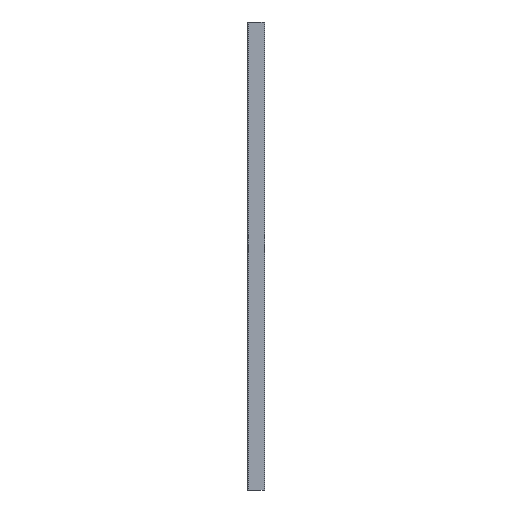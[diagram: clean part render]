
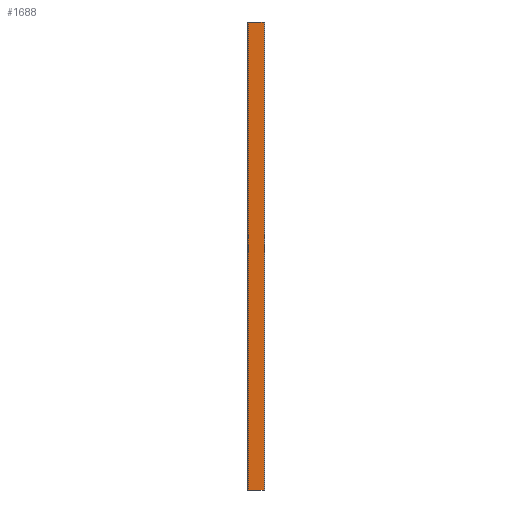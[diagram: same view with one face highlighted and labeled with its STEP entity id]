
A CAD part, left-side view. The second image highlights one B-rep face of the part: STEP entity #1688.
In plain terms, the highlighted planar face has unit normal (-1, 0, 0).
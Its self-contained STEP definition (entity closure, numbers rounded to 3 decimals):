
#66 = CARTESIAN_POINT ( 'NONE',  ( -27., 102., 0. ) ) ;
#71 = VERTEX_POINT ( 'NONE', #1437 ) ;
#84 = CARTESIAN_POINT ( 'NONE',  ( -27., 1., 0. ) ) ;
#117 = ORIENTED_EDGE ( 'NONE', *, *, #1357, .T. ) ;
#143 = LINE ( 'NONE', #558, #175 ) ;
#160 = EDGE_CURVE ( 'NONE', #71, #538, #1037, .T. ) ;
#175 = VECTOR ( 'NONE', #551, 1000. ) ;
#261 = CARTESIAN_POINT ( 'NONE',  ( -27., 0., 0. ) ) ;
#300 = ORIENTED_EDGE ( 'NONE', *, *, #1531, .T. ) ;
#311 = DIRECTION ( 'NONE',  ( 0., 1., 0. ) ) ;
#531 = VERTEX_POINT ( 'NONE', #66 ) ;
#538 = VERTEX_POINT ( 'NONE', #84 ) ;
#551 = DIRECTION ( 'NONE',  ( 0., 0., -1. ) ) ;
#558 = CARTESIAN_POINT ( 'NONE',  ( -27., 102., 3000. ) ) ;
#595 = VECTOR ( 'NONE', #887, 1000. ) ;
#742 = LINE ( 'NONE', #1078, #1418 ) ;
#744 = CARTESIAN_POINT ( 'NONE',  ( -27., 0., 3000. ) ) ;
#804 = LINE ( 'NONE', #261, #595 ) ;
#845 = AXIS2_PLACEMENT_3D ( 'NONE', #744, #1470, #1569 ) ;
#887 = DIRECTION ( 'NONE',  ( 0., 1., 0. ) ) ;
#906 = CARTESIAN_POINT ( 'NONE',  ( -27., 102., 3000. ) ) ;
#926 = EDGE_CURVE ( 'NONE', #538, #531, #804, .T. ) ;
#983 = EDGE_LOOP ( 'NONE', ( #1700, #1702, #117, #300 ) ) ;
#1037 = LINE ( 'NONE', #1412, #1642 ) ;
#1078 = CARTESIAN_POINT ( 'NONE',  ( -27., 0., 3000. ) ) ;
#1179 = FACE_OUTER_BOUND ( 'NONE', #983, .T. ) ;
#1318 = DIRECTION ( 'NONE',  ( 0., 0., -1. ) ) ;
#1357 = EDGE_CURVE ( 'NONE', #71, #1661, #742, .T. ) ;
#1412 = CARTESIAN_POINT ( 'NONE',  ( -27., 1., 3000. ) ) ;
#1418 = VECTOR ( 'NONE', #311, 1000. ) ;
#1437 = CARTESIAN_POINT ( 'NONE',  ( -27., 1., 3000. ) ) ;
#1470 = DIRECTION ( 'NONE',  ( -1., 0., 0. ) ) ;
#1531 = EDGE_CURVE ( 'NONE', #1661, #531, #143, .T. ) ;
#1569 = DIRECTION ( 'NONE',  ( 0., 0., 1. ) ) ;
#1578 = PLANE ( 'NONE',  #845 ) ;
#1642 = VECTOR ( 'NONE', #1318, 1000. ) ;
#1661 = VERTEX_POINT ( 'NONE', #906 ) ;
#1688 = ADVANCED_FACE ( 'NONE', ( #1179 ), #1578, .T. ) ;
#1700 = ORIENTED_EDGE ( 'NONE', *, *, #926, .F. ) ;
#1702 = ORIENTED_EDGE ( 'NONE', *, *, #160, .F. ) ;
